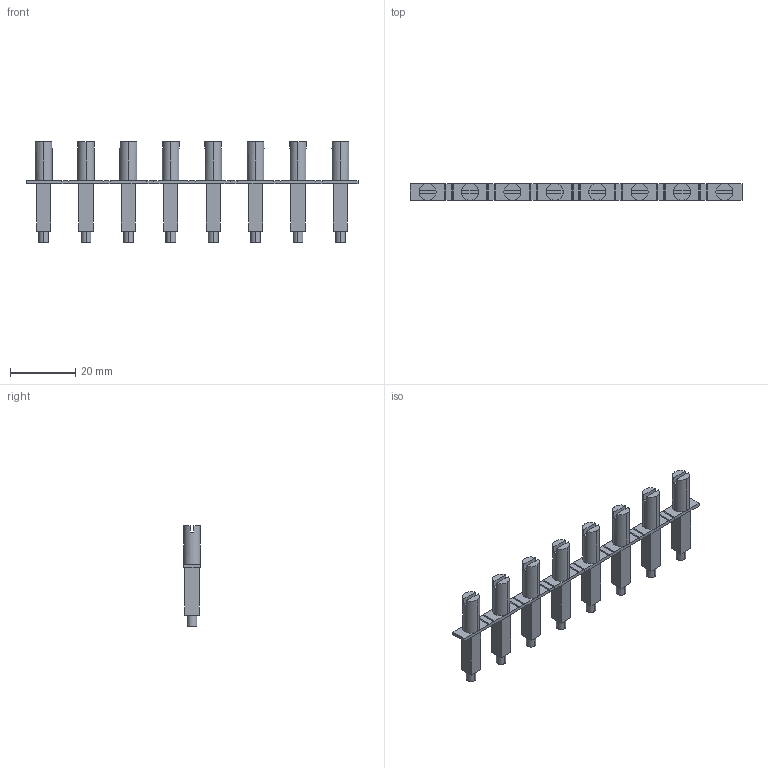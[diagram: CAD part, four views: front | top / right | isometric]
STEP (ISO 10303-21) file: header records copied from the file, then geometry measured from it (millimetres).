
FILE_DESCRIPTION(('Creo Elements/Direct Modeling STEP Export'),'2;1');
FILE_NAME('model.stp','2018-03-02T19:33:35',(''),(''),'Creo Elements/Direct Modeling STEP processor for AP214 (Solid Model)','Creo Elements/Direct Modeling 18.1I 14-Aug-2016 (C) Parametric Technology GmbH','');
FILE_SCHEMA(('AUTOMOTIVE_DESIGN { 1 0 10303 214 1 1 1 1 }'));
Length unit declared in the file: millimetre
Products named in the file (2): FB_8_13_KS
Assembly tree (1 placements, depth 2):
  FB_8_13_KS
    FB_8_13_KS
Bounding box: 101.8 x 5.2 x 30.95 mm (x, y, z)
Volume: 4777.5 mm3; surface area: 5199.6 mm2
Topology: 1 solids, 1 shells, 234 faces, 616 edges, 400 vertices
Faces by surface type: plane 202, cylinder 32
Entity records: 8493 total; most frequent: ORIENTED_EDGE 1232, CARTESIAN_POINT 1134, DIRECTION 994, EDGE_CURVE 616, VECTOR 474, LINE 474, VERTEX_POINT 400, AXIS2_PLACEMENT_3D 260
